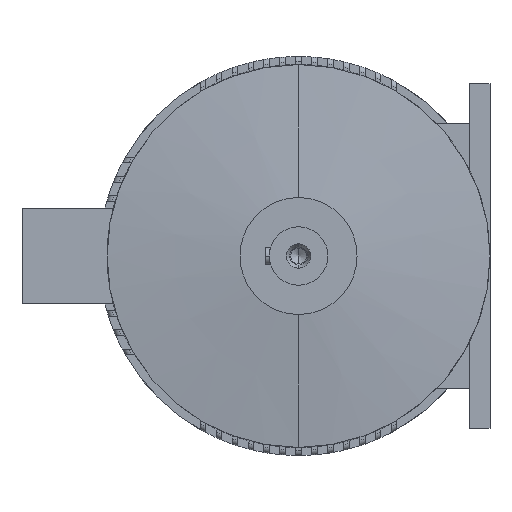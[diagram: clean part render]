
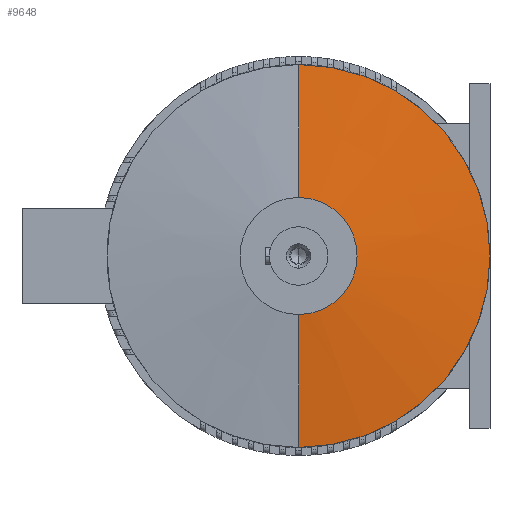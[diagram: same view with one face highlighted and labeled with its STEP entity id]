
A CAD part, left-side view. The second image highlights one B-rep face of the part: STEP entity #9648.
In plain terms, the highlighted conical face has half-angle 83.836 degrees and reference radius 180 mm.
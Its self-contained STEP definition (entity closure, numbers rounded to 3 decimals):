
#204 = ORIENTED_EDGE ( 'NONE', *, *, #2345, .F. ) ;
#205 = ORIENTED_EDGE ( 'NONE', *, *, #6380, .F. ) ;
#206 = ORIENTED_EDGE ( 'NONE', *, *, #2340, .T. ) ;
#207 = ORIENTED_EDGE ( 'NONE', *, *, #2200, .T. ) ;
#2119 = AXIS2_PLACEMENT_3D ( 'NONE', #10106, #10107, #10109 ) ;
#2200 = EDGE_CURVE ( 'NONE', #4016, #4207, #8205, .T. ) ;
#2340 = EDGE_CURVE ( 'NONE', #4216, #4016, #8325, .T. ) ;
#2345 = EDGE_CURVE ( 'NONE', #3757, #4207, #8338, .T. ) ;
#2396 = AXIS2_PLACEMENT_3D ( 'NONE', #3926, #3920, #3919 ) ;
#2515 = AXIS2_PLACEMENT_3D ( 'NONE', #5431, #5421, #5420 ) ;
#3757 = VERTEX_POINT ( 'NONE', #6155 ) ;
#3919 = DIRECTION ( 'NONE',  ( 0., 0., 1. ) ) ;
#3920 = DIRECTION ( 'NONE',  ( -1., 0., 0. ) ) ;
#3926 = CARTESIAN_POINT ( 'NONE',  ( 160.1, 0., 0. ) ) ;
#4016 = VERTEX_POINT ( 'NONE', #5914 ) ;
#4207 = VERTEX_POINT ( 'NONE', #5735 ) ;
#4216 = VERTEX_POINT ( 'NONE', #5723 ) ;
#5420 = DIRECTION ( 'NONE',  ( 0., 0., 1. ) ) ;
#5421 = DIRECTION ( 'NONE',  ( -1., 0., 0. ) ) ;
#5431 = CARTESIAN_POINT ( 'NONE',  ( 146.6, 0., 0. ) ) ;
#5589 = DIRECTION ( 'NONE',  ( 0.107, 0., 0.994 ) ) ;
#5595 = CARTESIAN_POINT ( 'NONE',  ( 160.1, 0., 180. ) ) ;
#5628 = DIRECTION ( 'NONE',  ( 0.107, 0., -0.994 ) ) ;
#5631 = CARTESIAN_POINT ( 'NONE',  ( 160.1, 0., -180. ) ) ;
#5723 = CARTESIAN_POINT ( 'NONE',  ( 146.6, 0., -55. ) ) ;
#5735 = CARTESIAN_POINT ( 'NONE',  ( 160.1, 0., 180. ) ) ;
#5914 = CARTESIAN_POINT ( 'NONE',  ( 160.1, 0., -180. ) ) ;
#6155 = CARTESIAN_POINT ( 'NONE',  ( 146.6, 0., 55. ) ) ;
#6380 = EDGE_CURVE ( 'NONE', #4216, #3757, #8503, .T. ) ;
#8205 = CIRCLE ( 'NONE', #2396, 180. ) ;
#8325 = LINE ( 'NONE', #5631, #8328 ) ;
#8328 = VECTOR ( 'NONE', #5628, 1000. ) ;
#8338 = LINE ( 'NONE', #5595, #8339 ) ;
#8339 = VECTOR ( 'NONE', #5589, 1000. ) ;
#8503 = CIRCLE ( 'NONE', #2515, 55. ) ;
#8914 = EDGE_LOOP ( 'NONE', ( #204, #205, #206, #207 ) ) ;
#9648 = ADVANCED_FACE ( 'NONE', ( #10799 ), #10803, .T. ) ;
#10106 = CARTESIAN_POINT ( 'NONE',  ( 160.1, 0., 0. ) ) ;
#10107 = DIRECTION ( 'NONE',  ( 1., 0., 0. ) ) ;
#10109 = DIRECTION ( 'NONE',  ( 0., 0., -1. ) ) ;
#10799 = FACE_OUTER_BOUND ( 'NONE', #8914, .T. ) ;
#10803 = CONICAL_SURFACE ( 'NONE', #2119, 180., 1.463 ) ;
